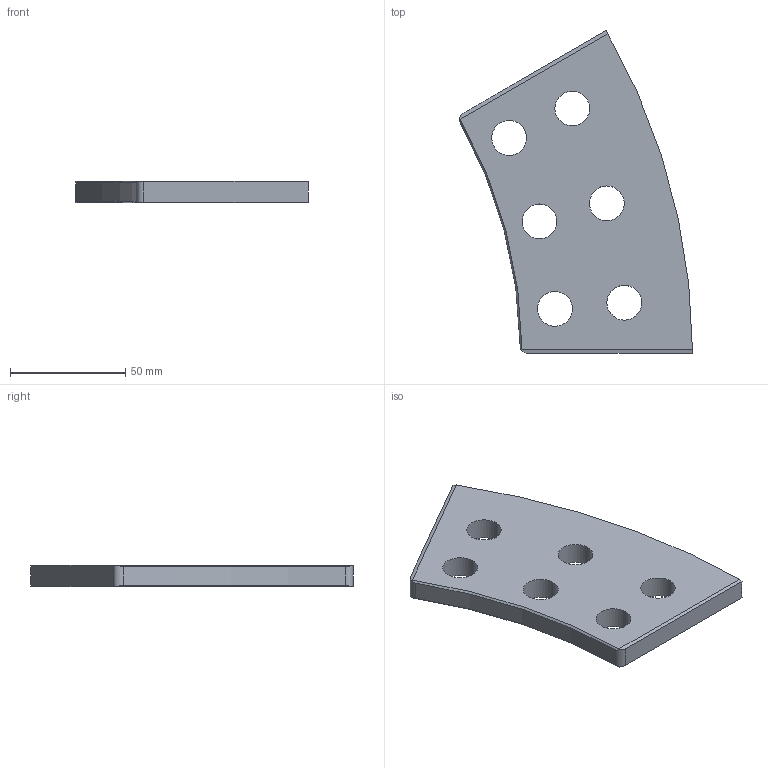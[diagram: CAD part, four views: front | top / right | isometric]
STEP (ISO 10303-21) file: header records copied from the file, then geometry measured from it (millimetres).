
FILE_DESCRIPTION (( 'STEP AP203' ), '1' );
FILE_NAME ('M7386.STEP', '2022-04-20T20:51:12', ( '' ), ( '' ), 'SwSTEP 2.0', 'SolidWorks 2020', '' );
FILE_SCHEMA (( 'CONFIG_CONTROL_DESIGN' ));
Length unit declared in the file: inch
Products named in the file (1): M7386
Bounding box: 100.9 x 139.69 x 9.49 mm (x, y, z)
Volume: 79197.5 mm3; surface area: 23054.8 mm2
Topology: 1 solids, 1 shells, 27 faces, 75 edges, 50 vertices
Faces by surface type: cylinder 15, plane 8, torus 2, cone 2
Entity records: 1015 total; most frequent: CARTESIAN_POINT 221, ORIENTED_EDGE 150, DIRECTION 150, EDGE_CURVE 75, AXIS2_PLACEMENT_3D 63, VERTEX_POINT 50, EDGE_LOOP 39, CIRCLE 35
